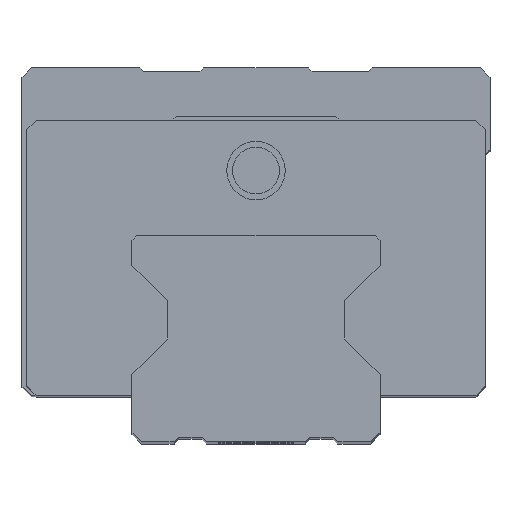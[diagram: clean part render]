
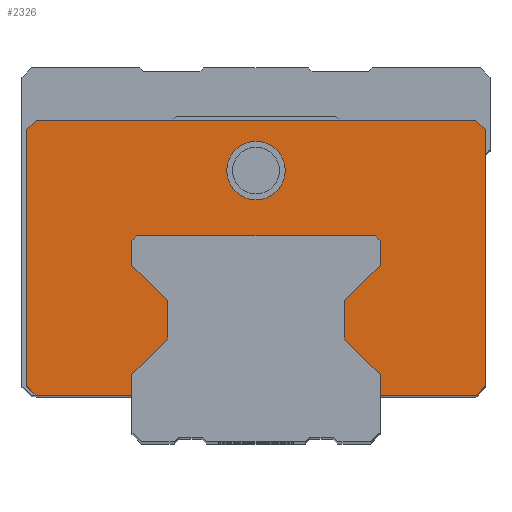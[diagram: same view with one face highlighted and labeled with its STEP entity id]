
A CAD part, top view. The second image highlights one B-rep face of the part: STEP entity #2326.
In plain terms, the highlighted planar face has unit normal (0, 0, 1).
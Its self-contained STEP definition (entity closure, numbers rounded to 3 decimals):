
#13=DIRECTION('',(0.,1.,0.));
#14=VECTOR('',#13,8.258);
#15=CARTESIAN_POINT('',(-19.,-48.054,116.));
#16=LINE('',#15,#14);
#29=DIRECTION('',(0.,1.,0.));
#30=VECTOR('',#29,5.297);
#31=CARTESIAN_POINT('',(-26.5,-32.297,116.));
#32=LINE('',#31,#30);
#45=DIRECTION('',(1.,0.,0.));
#46=VECTOR('',#45,51.);
#47=CARTESIAN_POINT('',(-25.5,-26.,116.));
#48=LINE('',#47,#46);
#61=DIRECTION('',(0.,-1.,0.));
#62=VECTOR('',#61,5.297);
#63=CARTESIAN_POINT('',(26.5,-27.,116.));
#64=LINE('',#63,#62);
#77=DIRECTION('',(0.,-1.,0.));
#78=VECTOR('',#77,8.258);
#79=CARTESIAN_POINT('',(19.,-39.797,116.));
#80=LINE('',#79,#78);
#93=DIRECTION('',(0.,-1.,0.));
#94=VECTOR('',#93,4.446);
#95=CARTESIAN_POINT('',(26.5,-55.554,116.));
#96=LINE('',#95,#94);
#105=DIRECTION('',(1.,0.,0.));
#106=VECTOR('',#105,20.5);
#107=CARTESIAN_POINT('',(26.5,-60.,116.));
#108=LINE('',#107,#106);
#121=DIRECTION('',(0.,1.,0.));
#122=VECTOR('',#121,54.7);
#123=CARTESIAN_POINT('',(49.,-58.,116.));
#124=LINE('',#123,#122);
#425=DIRECTION('',(1.,0.,0.));
#426=VECTOR('',#425,93.8);
#427=CARTESIAN_POINT('',(-46.9,-1.2,116.));
#428=LINE('',#427,#426);
#429=DIRECTION('',(0.707,-0.707,0.));
#430=VECTOR('',#429,2.97);
#431=CARTESIAN_POINT('',(46.9,-1.2,116.));
#432=LINE('',#431,#430);
#433=DIRECTION('',(-0.707,-0.707,0.));
#434=VECTOR('',#433,2.828);
#435=CARTESIAN_POINT('',(49.,-58.,116.));
#436=LINE('',#435,#434);
#437=DIRECTION('',(-0.707,0.707,0.));
#438=VECTOR('',#437,10.607);
#439=CARTESIAN_POINT('',(26.5,-55.554,116.));
#440=LINE('',#439,#438);
#441=DIRECTION('',(0.707,0.707,0.));
#442=VECTOR('',#441,10.607);
#443=CARTESIAN_POINT('',(19.,-39.797,116.));
#444=LINE('',#443,#442);
#445=DIRECTION('',(-0.707,0.707,0.));
#446=VECTOR('',#445,1.414);
#447=CARTESIAN_POINT('',(26.5,-27.,116.));
#448=LINE('',#447,#446);
#449=DIRECTION('',(-0.707,-0.707,0.));
#450=VECTOR('',#449,1.414);
#451=CARTESIAN_POINT('',(-25.5,-26.,116.));
#452=LINE('',#451,#450);
#453=DIRECTION('',(0.707,-0.707,0.));
#454=VECTOR('',#453,10.607);
#455=CARTESIAN_POINT('',(-26.5,-32.297,116.));
#456=LINE('',#455,#454);
#457=DIRECTION('',(-0.707,-0.707,0.));
#458=VECTOR('',#457,10.607);
#459=CARTESIAN_POINT('',(-19.,-48.054,116.));
#460=LINE('',#459,#458);
#461=DIRECTION('',(-0.707,0.707,0.));
#462=VECTOR('',#461,2.828);
#463=CARTESIAN_POINT('',(-47.,-60.,116.));
#464=LINE('',#463,#462);
#465=DIRECTION('',(0.707,0.707,0.));
#466=VECTOR('',#465,2.97);
#467=CARTESIAN_POINT('',(-49.,-3.3,116.));
#468=LINE('',#467,#466);
#469=CARTESIAN_POINT('',(0.,-12.,116.));
#470=DIRECTION('',(0.,0.,1.));
#471=DIRECTION('',(1.,0.,0.));
#472=AXIS2_PLACEMENT_3D('',#469,#470,#471);
#474=CARTESIAN_POINT('',(0.,-12.,116.));
#475=DIRECTION('',(0.,0.,1.));
#476=DIRECTION('',(-1.,0.,0.));
#477=AXIS2_PLACEMENT_3D('',#474,#475,#476);
#491=DIRECTION('',(0.,1.,0.));
#492=VECTOR('',#491,4.446);
#493=CARTESIAN_POINT('',(-26.5,-60.,116.));
#494=LINE('',#493,#492);
#557=DIRECTION('',(0.,-1.,0.));
#558=VECTOR('',#557,54.7);
#559=CARTESIAN_POINT('',(-49.,-3.3,116.));
#560=LINE('',#559,#558);
#621=DIRECTION('',(1.,0.,0.));
#622=VECTOR('',#621,20.5);
#623=CARTESIAN_POINT('',(-47.,-60.,116.));
#624=LINE('',#623,#622);
#1297=CARTESIAN_POINT('',(-19.,-48.054,116.));
#1299=VERTEX_POINT('',#1297);
#1303=CARTESIAN_POINT('',(-26.5,-55.554,116.));
#1304=VERTEX_POINT('',#1303);
#1305=CARTESIAN_POINT('',(-19.,-39.797,116.));
#1307=VERTEX_POINT('',#1305);
#1309=CARTESIAN_POINT('',(-26.5,-32.297,116.));
#1311=VERTEX_POINT('',#1309);
#1313=CARTESIAN_POINT('',(-26.5,-27.,116.));
#1315=VERTEX_POINT('',#1313);
#1317=CARTESIAN_POINT('',(-25.5,-26.,116.));
#1319=VERTEX_POINT('',#1317);
#1321=CARTESIAN_POINT('',(25.5,-26.,116.));
#1323=VERTEX_POINT('',#1321);
#1325=CARTESIAN_POINT('',(26.5,-27.,116.));
#1327=VERTEX_POINT('',#1325);
#1329=CARTESIAN_POINT('',(26.5,-32.297,116.));
#1331=VERTEX_POINT('',#1329);
#1333=CARTESIAN_POINT('',(19.,-39.797,116.));
#1335=VERTEX_POINT('',#1333);
#1337=CARTESIAN_POINT('',(19.,-48.054,116.));
#1339=VERTEX_POINT('',#1337);
#1341=CARTESIAN_POINT('',(26.5,-55.554,116.));
#1343=VERTEX_POINT('',#1341);
#1345=CARTESIAN_POINT('',(26.5,-60.,116.));
#1347=VERTEX_POINT('',#1345);
#1349=CARTESIAN_POINT('',(47.,-60.,116.));
#1351=VERTEX_POINT('',#1349);
#1353=CARTESIAN_POINT('',(49.,-58.,116.));
#1355=VERTEX_POINT('',#1353);
#1361=CARTESIAN_POINT('',(49.,-3.3,116.));
#1362=VERTEX_POINT('',#1361);
#1493=CARTESIAN_POINT('',(-46.9,-1.2,116.));
#1494=VERTEX_POINT('',#1493);
#1499=CARTESIAN_POINT('',(46.9,-1.2,116.));
#1500=VERTEX_POINT('',#1499);
#1501=CARTESIAN_POINT('',(-49.,-3.3,116.));
#1502=VERTEX_POINT('',#1501);
#1503=CARTESIAN_POINT('',(-26.5,-60.,116.));
#1504=VERTEX_POINT('',#1503);
#1505=CARTESIAN_POINT('',(-47.,-60.,116.));
#1506=VERTEX_POINT('',#1505);
#1507=CARTESIAN_POINT('',(-49.,-58.,116.));
#1508=VERTEX_POINT('',#1507);
#1509=CARTESIAN_POINT('',(6.25,-12.,116.));
#1510=CARTESIAN_POINT('',(-6.25,-12.,116.));
#1511=VERTEX_POINT('',#1509);
#1512=VERTEX_POINT('',#1510);
#2286=CARTESIAN_POINT('',(17.034,-0.4,116.));
#2287=DIRECTION('',(0.,0.,1.));
#2288=DIRECTION('',(1.,0.,0.));
#2289=AXIS2_PLACEMENT_3D('',#2286,#2287,#2288);
#2290=PLANE('',#2289);
#2291=ORIENTED_EDGE('',*,*,#2267,.T.);
#2293=ORIENTED_EDGE('',*,*,#2292,.T.);
#2294=ORIENTED_EDGE('',*,*,#1918,.F.);
#2295=ORIENTED_EDGE('',*,*,#1903,.T.);
#2296=ORIENTED_EDGE('',*,*,#1888,.F.);
#2297=ORIENTED_EDGE('',*,*,#1873,.F.);
#2298=ORIENTED_EDGE('',*,*,#1858,.T.);
#2299=ORIENTED_EDGE('',*,*,#1843,.F.);
#2300=ORIENTED_EDGE('',*,*,#1828,.T.);
#2301=ORIENTED_EDGE('',*,*,#1813,.F.);
#2302=ORIENTED_EDGE('',*,*,#1798,.T.);
#2303=ORIENTED_EDGE('',*,*,#1783,.F.);
#2304=ORIENTED_EDGE('',*,*,#1768,.T.);
#2305=ORIENTED_EDGE('',*,*,#1753,.F.);
#2306=ORIENTED_EDGE('',*,*,#1738,.T.);
#2307=ORIENTED_EDGE('',*,*,#1723,.F.);
#2308=ORIENTED_EDGE('',*,*,#1708,.T.);
#2310=ORIENTED_EDGE('',*,*,#2309,.F.);
#2312=ORIENTED_EDGE('',*,*,#2311,.F.);
#2314=ORIENTED_EDGE('',*,*,#2313,.T.);
#2316=ORIENTED_EDGE('',*,*,#2315,.F.);
#2317=ORIENTED_EDGE('',*,*,#2278,.T.);
#2318=EDGE_LOOP('',(#2291,#2293,#2294,#2295,#2296,#2297,#2298,#2299,#2300,#2301,
#2302,#2303,#2304,#2305,#2306,#2307,#2308,#2310,#2312,#2314,#2316,#2317));
#2319=FACE_OUTER_BOUND('',#2318,.F.);
#2321=ORIENTED_EDGE('',*,*,#2320,.T.);
#2323=ORIENTED_EDGE('',*,*,#2322,.T.);
#2324=EDGE_LOOP('',(#2321,#2323));
#2325=FACE_BOUND('',#2324,.F.);
#2326=ADVANCED_FACE('',(#2319,#2325),#2290,.T.);
#473=CIRCLE('',#472,6.25);
#478=CIRCLE('',#477,6.25);
#1708=EDGE_CURVE('',#1299,#1304,#460,.T.);
#1723=EDGE_CURVE('',#1299,#1307,#16,.T.);
#1738=EDGE_CURVE('',#1311,#1307,#456,.T.);
#1753=EDGE_CURVE('',#1311,#1315,#32,.T.);
#1768=EDGE_CURVE('',#1319,#1315,#452,.T.);
#1783=EDGE_CURVE('',#1319,#1323,#48,.T.);
#1798=EDGE_CURVE('',#1327,#1323,#448,.T.);
#1813=EDGE_CURVE('',#1327,#1331,#64,.T.);
#1828=EDGE_CURVE('',#1335,#1331,#444,.T.);
#1843=EDGE_CURVE('',#1335,#1339,#80,.T.);
#1858=EDGE_CURVE('',#1343,#1339,#440,.T.);
#1873=EDGE_CURVE('',#1343,#1347,#96,.T.);
#1888=EDGE_CURVE('',#1347,#1351,#108,.T.);
#1903=EDGE_CURVE('',#1355,#1351,#436,.T.);
#1918=EDGE_CURVE('',#1355,#1362,#124,.T.);
#2267=EDGE_CURVE('',#1494,#1500,#428,.T.);
#2278=EDGE_CURVE('',#1502,#1494,#468,.T.);
#2292=EDGE_CURVE('',#1500,#1362,#432,.T.);
#2309=EDGE_CURVE('',#1504,#1304,#494,.T.);
#2311=EDGE_CURVE('',#1506,#1504,#624,.T.);
#2313=EDGE_CURVE('',#1506,#1508,#464,.T.);
#2315=EDGE_CURVE('',#1502,#1508,#560,.T.);
#2320=EDGE_CURVE('',#1511,#1512,#473,.T.);
#2322=EDGE_CURVE('',#1512,#1511,#478,.T.);
